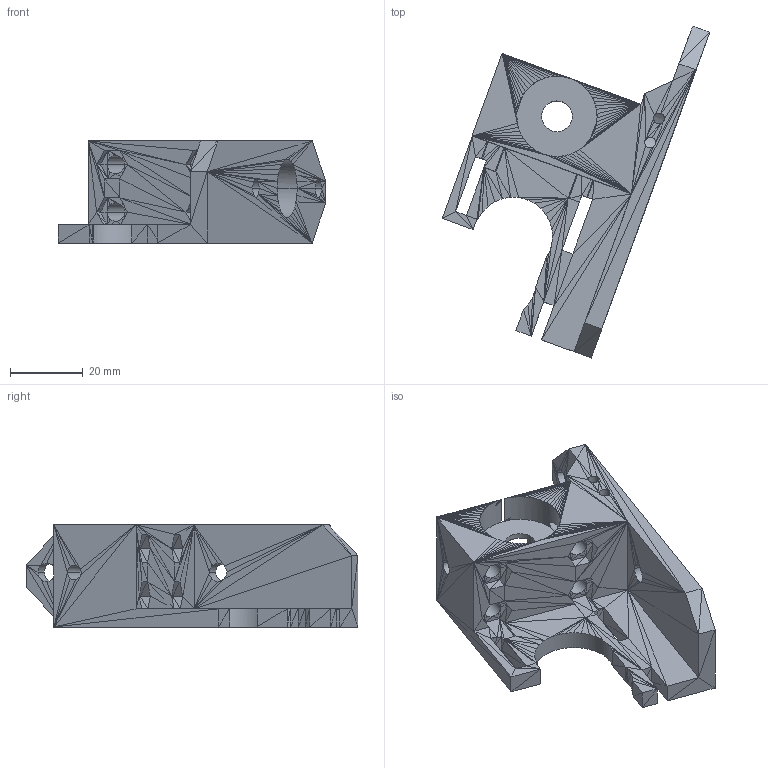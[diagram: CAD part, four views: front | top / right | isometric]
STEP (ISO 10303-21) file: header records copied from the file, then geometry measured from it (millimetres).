
FILE_DESCRIPTION (( 'STEP AP214' ), '1' );
FILE_NAME ('wade.STEP', '2012-06-16T17:31:22', ( '' ), ( '' ), 'SwSTEP 2.0', 'SolidWorks 2011', '' );
FILE_SCHEMA (( 'AUTOMOTIVE_DESIGN' ));
Length unit declared in the file: millimetre
Products named in the file (1): wade
Bounding box: 73.36 x 90.98 x 28 mm (x, y, z)
Volume: 38154.8 mm3; surface area: 17516.6 mm2
Topology: 1 solids, 1 shells, 687 faces, 1300 edges, 588 vertices
Faces by surface type: plane 641, cylinder 46
Entity records: 16613 total; most frequent: CARTESIAN_POINT 3121, DIRECTION 2982, ORIENTED_EDGE 2600, EDGE_CURVE 1300, AXIS2_PLACEMENT_3D 1064, VECTOR 854, LINE 854, EDGE_LOOP 696
